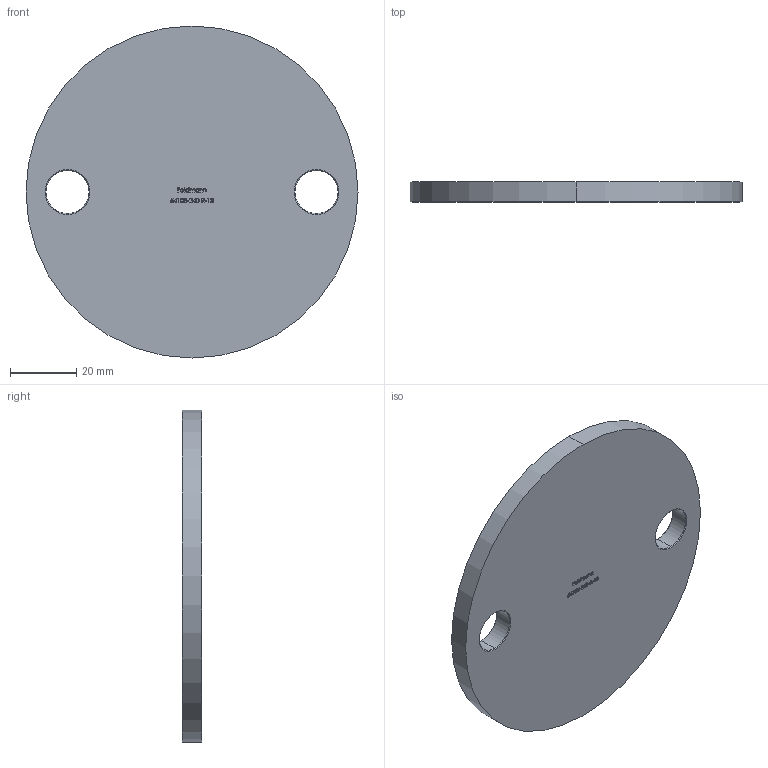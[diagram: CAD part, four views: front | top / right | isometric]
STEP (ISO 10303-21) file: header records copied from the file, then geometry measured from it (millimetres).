
FILE_DESCRIPTION (( 'STEP AP203' ), '1' );
FILE_NAME ('54105-240-R-13.step', '2020-10-21T10:58:15', ( '' ), ( '' ), 'SwSTEP 2.0', 'SolidWorks 2018', '' );
FILE_SCHEMA (( 'CONFIG_CONTROL_DESIGN' ));
Length unit declared in the file: millimetre
Products named in the file (2): 54105-240-R-13
Bounding box: 100 x 6 x 100 mm (x, y, z)
Volume: 45525.2 mm3; surface area: 17539.9 mm2
Topology: 1 solids, 1 shells, 289 faces, 763 edges, 506 vertices
Faces by surface type: plane 168, bspline 107, cone 8, cylinder 6
Entity records: 14954 total; most frequent: CARTESIAN_POINT 8347, ORIENTED_EDGE 1526, DIRECTION 937, EDGE_CURVE 763, LINE 529, VECTOR 529, VERTEX_POINT 506, EDGE_LOOP 323
